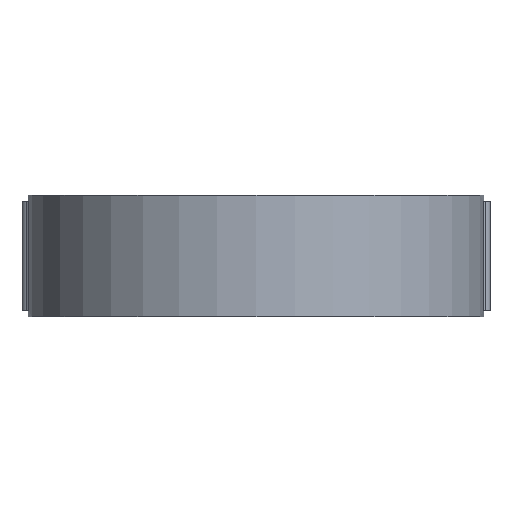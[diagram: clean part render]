
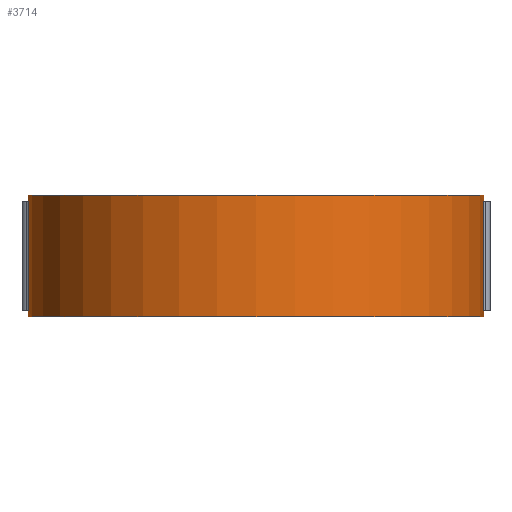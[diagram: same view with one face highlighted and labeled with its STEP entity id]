
A CAD part, front view. The second image highlights one B-rep face of the part: STEP entity #3714.
In plain terms, the highlighted cylindrical face has radius 18.8 mm (diameter 37.6 mm), a partial arc.
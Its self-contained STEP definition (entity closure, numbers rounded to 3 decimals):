
#92=CYLINDRICAL_SURFACE('',#4061,18.8);
#232=CIRCLE('',#3968,18.8);
#247=CIRCLE('',#3984,18.8);
#295=CIRCLE('',#4062,18.8);
#296=CIRCLE('',#4063,18.8);
#297=CIRCLE('',#4064,18.8);
#298=CIRCLE('',#4065,18.8);
#299=CIRCLE('',#4066,18.8);
#300=CIRCLE('',#4067,18.8);
#301=CIRCLE('',#4068,18.8);
#302=CIRCLE('',#4069,18.8);
#694=ORIENTED_EDGE('',*,*,#1797,.F.);
#695=ORIENTED_EDGE('',*,*,#1798,.T.);
#696=ORIENTED_EDGE('',*,*,#1799,.T.);
#697=ORIENTED_EDGE('',*,*,#1800,.F.);
#698=ORIENTED_EDGE('',*,*,#1789,.T.);
#699=ORIENTED_EDGE('',*,*,#1801,.T.);
#700=ORIENTED_EDGE('',*,*,#1802,.T.);
#701=ORIENTED_EDGE('',*,*,#1803,.F.);
#702=ORIENTED_EDGE('',*,*,#1791,.T.);
#703=ORIENTED_EDGE('',*,*,#1637,.T.);
#704=ORIENTED_EDGE('',*,*,#1804,.F.);
#705=ORIENTED_EDGE('',*,*,#1805,.F.);
#706=ORIENTED_EDGE('',*,*,#1806,.F.);
#707=ORIENTED_EDGE('',*,*,#1807,.T.);
#708=ORIENTED_EDGE('',*,*,#1808,.F.);
#709=ORIENTED_EDGE('',*,*,#1657,.F.);
#710=ORIENTED_EDGE('',*,*,#1809,.T.);
#711=ORIENTED_EDGE('',*,*,#1810,.T.);
#712=ORIENTED_EDGE('',*,*,#1811,.F.);
#713=ORIENTED_EDGE('',*,*,#1812,.F.);
#1637=EDGE_CURVE('',#2176,#2203,#232,.T.);
#1657=EDGE_CURVE('',#2223,#2224,#247,.T.);
#1789=EDGE_CURVE('',#2223,#2328,#2619,.T.);
#1791=EDGE_CURVE('',#2329,#2176,#2621,.T.);
#1797=EDGE_CURVE('',#2334,#2335,#2627,.T.);
#1798=EDGE_CURVE('',#2334,#2336,#295,.T.);
#1799=EDGE_CURVE('',#2336,#2337,#2628,.T.);
#1800=EDGE_CURVE('',#2335,#2337,#296,.T.);
#1801=EDGE_CURVE('',#2328,#2338,#297,.T.);
#1802=EDGE_CURVE('',#2338,#2339,#2629,.T.);
#1803=EDGE_CURVE('',#2329,#2339,#298,.T.);
#1804=EDGE_CURVE('',#2340,#2203,#2630,.T.);
#1805=EDGE_CURVE('',#2341,#2340,#299,.T.);
#1806=EDGE_CURVE('',#2342,#2341,#2631,.T.);
#1807=EDGE_CURVE('',#2342,#2343,#300,.T.);
#1808=EDGE_CURVE('',#2224,#2343,#2632,.T.);
#1809=EDGE_CURVE('',#2344,#2345,#301,.T.);
#1810=EDGE_CURVE('',#2345,#2346,#2633,.T.);
#1811=EDGE_CURVE('',#2347,#2346,#302,.T.);
#1812=EDGE_CURVE('',#2344,#2347,#2634,.T.);
#2176=VERTEX_POINT('',#5721);
#2203=VERTEX_POINT('',#5775);
#2223=VERTEX_POINT('',#5816);
#2224=VERTEX_POINT('',#5818);
#2328=VERTEX_POINT('',#6157);
#2329=VERTEX_POINT('',#6161);
#2334=VERTEX_POINT('',#6173);
#2335=VERTEX_POINT('',#6174);
#2336=VERTEX_POINT('',#6176);
#2337=VERTEX_POINT('',#6178);
#2338=VERTEX_POINT('',#6181);
#2339=VERTEX_POINT('',#6183);
#2340=VERTEX_POINT('',#6186);
#2341=VERTEX_POINT('',#6188);
#2342=VERTEX_POINT('',#6190);
#2343=VERTEX_POINT('',#6192);
#2344=VERTEX_POINT('',#6195);
#2345=VERTEX_POINT('',#6196);
#2346=VERTEX_POINT('',#6198);
#2347=VERTEX_POINT('',#6200);
#2619=LINE('',#6158,#2889);
#2621=LINE('',#6160,#2891);
#2627=LINE('',#6172,#2897);
#2628=LINE('',#6177,#2898);
#2629=LINE('',#6182,#2899);
#2630=LINE('',#6185,#2900);
#2631=LINE('',#6189,#2901);
#2632=LINE('',#6193,#2902);
#2633=LINE('',#6197,#2903);
#2634=LINE('',#6201,#2904);
#2889=VECTOR('',#4755,1000.);
#2891=VECTOR('',#4757,1000.);
#2897=VECTOR('',#4765,1000.);
#2898=VECTOR('',#4768,1000.);
#2899=VECTOR('',#4773,1000.);
#2900=VECTOR('',#4776,1000.);
#2901=VECTOR('',#4779,1000.);
#2902=VECTOR('',#4782,1000.);
#2903=VECTOR('',#4785,1000.);
#2904=VECTOR('',#4788,1000.);
#3123=EDGE_LOOP('',(#694,#695,#696,#697));
#3124=EDGE_LOOP('',(#698,#699,#700,#701,#702,#703,#704,#705,#706,#707,#708,
#709));
#3125=EDGE_LOOP('',(#710,#711,#712,#713));
#3383=FACE_BOUND('',#3123,.T.);
#3384=FACE_BOUND('',#3124,.T.);
#3385=FACE_BOUND('',#3125,.T.);
#3714=ADVANCED_FACE('',(#3383,#3384,#3385),#92,.T.);
#3968=AXIS2_PLACEMENT_3D('',#5776,#4506,#4507);
#3984=AXIS2_PLACEMENT_3D('',#5817,#4543,#4544);
#4061=AXIS2_PLACEMENT_3D('',#6171,#4763,#4764);
#4062=AXIS2_PLACEMENT_3D('',#6175,#4766,#4767);
#4063=AXIS2_PLACEMENT_3D('',#6179,#4769,#4770);
#4064=AXIS2_PLACEMENT_3D('',#6180,#4771,#4772);
#4065=AXIS2_PLACEMENT_3D('',#6184,#4774,#4775);
#4066=AXIS2_PLACEMENT_3D('',#6187,#4777,#4778);
#4067=AXIS2_PLACEMENT_3D('',#6191,#4780,#4781);
#4068=AXIS2_PLACEMENT_3D('',#6194,#4783,#4784);
#4069=AXIS2_PLACEMENT_3D('',#6199,#4786,#4787);
#4506=DIRECTION('',(0.,0.,1.));
#4507=DIRECTION('',(1.,0.,0.));
#4543=DIRECTION('',(0.,0.,1.));
#4544=DIRECTION('',(1.,0.,0.));
#4755=DIRECTION('',(0.,0.,-1.));
#4757=DIRECTION('',(0.,0.,-1.));
#4763=DIRECTION('',(0.,0.,-1.));
#4764=DIRECTION('',(-1.,0.,0.));
#4765=DIRECTION('',(0.,0.,-1.));
#4766=DIRECTION('',(0.,0.,1.));
#4767=DIRECTION('',(1.,0.,0.));
#4768=DIRECTION('',(0.,0.,-1.));
#4769=DIRECTION('',(0.,0.,1.));
#4770=DIRECTION('',(1.,0.,0.));
#4771=DIRECTION('',(0.,0.,1.));
#4772=DIRECTION('',(1.,0.,0.));
#4773=DIRECTION('',(0.,0.,-1.));
#4774=DIRECTION('',(0.,0.,1.));
#4775=DIRECTION('',(1.,0.,0.));
#4776=DIRECTION('',(0.,0.,-1.));
#4777=DIRECTION('',(0.,0.,1.));
#4778=DIRECTION('',(1.,0.,0.));
#4779=DIRECTION('',(0.,0.,-1.));
#4780=DIRECTION('',(0.,0.,1.));
#4781=DIRECTION('',(1.,0.,0.));
#4782=DIRECTION('',(0.,0.,-1.));
#4783=DIRECTION('',(0.,0.,1.));
#4784=DIRECTION('',(1.,0.,0.));
#4785=DIRECTION('',(0.,0.,-1.));
#4786=DIRECTION('',(0.,0.,1.));
#4787=DIRECTION('',(1.,0.,0.));
#4788=DIRECTION('',(0.,0.,-1.));
#5721=CARTESIAN_POINT('',(-18.569,2.941,-5.));
#5775=CARTESIAN_POINT('',(18.569,2.941,-5.));
#5776=CARTESIAN_POINT('',(0.,0.,-5.));
#5816=CARTESIAN_POINT('',(-18.569,2.941,5.));
#5817=CARTESIAN_POINT('',(0.,0.,5.));
#5818=CARTESIAN_POINT('',(18.569,2.941,5.));
#6157=CARTESIAN_POINT('',(-18.569,2.941,4.5));
#6158=CARTESIAN_POINT('',(-18.569,2.941,5.));
#6160=CARTESIAN_POINT('',(-18.569,2.941,5.));
#6161=CARTESIAN_POINT('',(-18.569,2.941,-4.5));
#6171=CARTESIAN_POINT('',(0.,0.,5.));
#6172=CARTESIAN_POINT('',(-18.778,0.917,4.5));
#6173=CARTESIAN_POINT('',(-18.778,0.917,4.5));
#6174=CARTESIAN_POINT('',(-18.778,0.917,-4.5));
#6175=CARTESIAN_POINT('',(0.,0.,4.5));
#6176=CARTESIAN_POINT('',(-18.778,-0.917,4.5));
#6177=CARTESIAN_POINT('',(-18.778,-0.917,4.5));
#6178=CARTESIAN_POINT('',(-18.778,-0.917,-4.5));
#6179=CARTESIAN_POINT('',(0.,0.,-4.5));
#6180=CARTESIAN_POINT('',(0.,0.,4.5));
#6181=CARTESIAN_POINT('',(-18.69,2.031,4.5));
#6182=CARTESIAN_POINT('',(-18.69,2.031,4.5));
#6183=CARTESIAN_POINT('',(-18.69,2.031,-4.5));
#6184=CARTESIAN_POINT('',(0.,0.,-4.5));
#6185=CARTESIAN_POINT('',(18.569,2.941,5.));
#6186=CARTESIAN_POINT('',(18.569,2.941,-4.5));
#6187=CARTESIAN_POINT('',(0.,0.,-4.5));
#6188=CARTESIAN_POINT('',(18.69,2.031,-4.5));
#6189=CARTESIAN_POINT('',(18.69,2.031,4.5));
#6190=CARTESIAN_POINT('',(18.69,2.031,4.5));
#6191=CARTESIAN_POINT('',(0.,0.,4.5));
#6192=CARTESIAN_POINT('',(18.569,2.941,4.5));
#6193=CARTESIAN_POINT('',(18.569,2.941,5.));
#6194=CARTESIAN_POINT('',(0.,0.,4.5));
#6195=CARTESIAN_POINT('',(18.778,-0.917,4.5));
#6196=CARTESIAN_POINT('',(18.778,0.917,4.5));
#6197=CARTESIAN_POINT('',(18.778,0.917,4.5));
#6198=CARTESIAN_POINT('',(18.778,0.917,-4.5));
#6199=CARTESIAN_POINT('',(0.,0.,-4.5));
#6200=CARTESIAN_POINT('',(18.778,-0.917,-4.5));
#6201=CARTESIAN_POINT('',(18.778,-0.917,4.5));
